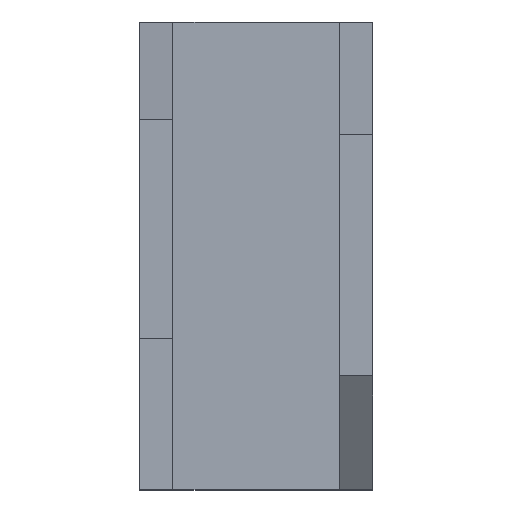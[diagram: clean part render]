
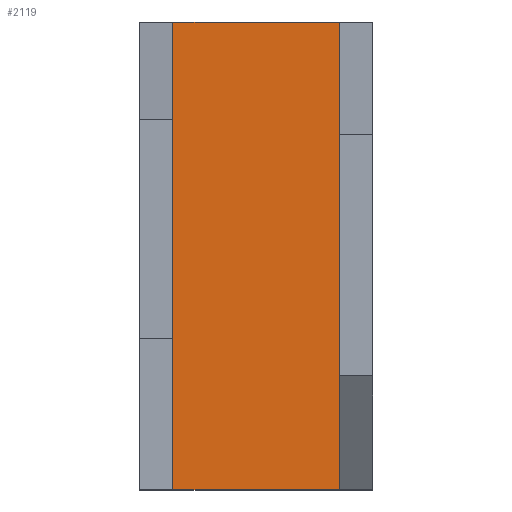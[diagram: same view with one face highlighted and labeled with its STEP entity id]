
A CAD part, top view. The second image highlights one B-rep face of the part: STEP entity #2119.
In plain terms, the highlighted planar face has unit normal (0, 0, 1).
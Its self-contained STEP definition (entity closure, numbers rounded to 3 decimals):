
#673 = VERTEX_POINT('',#674);
#674 = CARTESIAN_POINT('',(10.,0.,2.));
#711 = PLANE('',#712);
#712 = AXIS2_PLACEMENT_3D('',#713,#714,#715);
#713 = CARTESIAN_POINT('',(10.,0.,4.));
#714 = DIRECTION('',(1.,0.,0.));
#715 = DIRECTION('',(0.,0.,-1.));
#1221 = VERTEX_POINT('',#1222);
#1222 = CARTESIAN_POINT('',(10.,-56.,2.));
#1883 = EDGE_CURVE('',#673,#1221,#1884,.T.);
#1884 = SURFACE_CURVE('',#1885,(#1889,#1896),.PCURVE_S1.);
#1885 = LINE('',#1886,#1887);
#1886 = CARTESIAN_POINT('',(10.,-14.,2.));
#1887 = VECTOR('',#1888,1.);
#1888 = DIRECTION('',(0.,-1.,0.));
#1889 = PCURVE('',#711,#1890);
#1890 = DEFINITIONAL_REPRESENTATION('',(#1891),#1895);
#1891 = LINE('',#1892,#1893);
#1892 = CARTESIAN_POINT('',(2.,-14.));
#1893 = VECTOR('',#1894,1.);
#1894 = DIRECTION('',(0.,-1.));
#1895 = ( GEOMETRIC_REPRESENTATION_CONTEXT(2) 
PARAMETRIC_REPRESENTATION_CONTEXT() REPRESENTATION_CONTEXT('2D SPACE',''
  ) );
#1896 = PCURVE('',#1897,#1902);
#1897 = PLANE('',#1898);
#1898 = AXIS2_PLACEMENT_3D('',#1899,#1900,#1901);
#1899 = CARTESIAN_POINT('',(-0.139,-28.,2.));
#1900 = DIRECTION('',(0.,0.,1.));
#1901 = DIRECTION('',(0.,1.,0.));
#1902 = DEFINITIONAL_REPRESENTATION('',(#1903),#1907);
#1903 = LINE('',#1904,#1905);
#1904 = CARTESIAN_POINT('',(14.,-10.139));
#1905 = VECTOR('',#1906,1.);
#1906 = DIRECTION('',(-1.,-0.));
#1907 = ( GEOMETRIC_REPRESENTATION_CONTEXT(2) 
PARAMETRIC_REPRESENTATION_CONTEXT() REPRESENTATION_CONTEXT('2D SPACE',''
  ) );
#1955 = PLANE('',#1956);
#1956 = AXIS2_PLACEMENT_3D('',#1957,#1958,#1959);
#1957 = CARTESIAN_POINT('',(11.592,0.,0.));
#1958 = DIRECTION('',(0.,-1.,0.));
#1959 = DIRECTION('',(-1.,-0.,0.));
#2043 = PLANE('',#2044);
#2044 = AXIS2_PLACEMENT_3D('',#2045,#2046,#2047);
#2045 = CARTESIAN_POINT('',(-11.871,-56.,0.));
#2046 = DIRECTION('',(0.,1.,0.));
#2047 = DIRECTION('',(1.,0.,0.));
#2119 = ADVANCED_FACE('',(#2120),#1897,.T.);
#2120 = FACE_BOUND('',#2121,.T.);
#2121 = EDGE_LOOP('',(#2122,#2152,#2173,#2174));
#2122 = ORIENTED_EDGE('',*,*,#2123,.T.);
#2123 = EDGE_CURVE('',#2124,#2126,#2128,.T.);
#2124 = VERTEX_POINT('',#2125);
#2125 = CARTESIAN_POINT('',(-11.871,0.,2.));
#2126 = VERTEX_POINT('',#2127);
#2127 = CARTESIAN_POINT('',(-11.871,-56.,2.));
#2128 = SURFACE_CURVE('',#2129,(#2133,#2140),.PCURVE_S1.);
#2129 = LINE('',#2130,#2131);
#2130 = CARTESIAN_POINT('',(-11.871,0.,2.));
#2131 = VECTOR('',#2132,1.);
#2132 = DIRECTION('',(0.,-1.,0.));
#2133 = PCURVE('',#1897,#2134);
#2134 = DEFINITIONAL_REPRESENTATION('',(#2135),#2139);
#2135 = LINE('',#2136,#2137);
#2136 = CARTESIAN_POINT('',(28.,11.732));
#2137 = VECTOR('',#2138,1.);
#2138 = DIRECTION('',(-1.,-0.));
#2139 = ( GEOMETRIC_REPRESENTATION_CONTEXT(2) 
PARAMETRIC_REPRESENTATION_CONTEXT() REPRESENTATION_CONTEXT('2D SPACE',''
  ) );
#2140 = PCURVE('',#2141,#2146);
#2141 = PLANE('',#2142);
#2142 = AXIS2_PLACEMENT_3D('',#2143,#2144,#2145);
#2143 = CARTESIAN_POINT('',(-11.871,0.,0.));
#2144 = DIRECTION('',(1.,0.,0.));
#2145 = DIRECTION('',(0.,-1.,0.));
#2146 = DEFINITIONAL_REPRESENTATION('',(#2147),#2151);
#2147 = LINE('',#2148,#2149);
#2148 = CARTESIAN_POINT('',(0.,-2.));
#2149 = VECTOR('',#2150,1.);
#2150 = DIRECTION('',(1.,0.));
#2151 = ( GEOMETRIC_REPRESENTATION_CONTEXT(2) 
PARAMETRIC_REPRESENTATION_CONTEXT() REPRESENTATION_CONTEXT('2D SPACE',''
  ) );
#2152 = ORIENTED_EDGE('',*,*,#2153,.T.);
#2153 = EDGE_CURVE('',#2126,#1221,#2154,.T.);
#2154 = SURFACE_CURVE('',#2155,(#2159,#2166),.PCURVE_S1.);
#2155 = LINE('',#2156,#2157);
#2156 = CARTESIAN_POINT('',(-11.871,-56.,2.));
#2157 = VECTOR('',#2158,1.);
#2158 = DIRECTION('',(1.,0.,0.));
#2159 = PCURVE('',#1897,#2160);
#2160 = DEFINITIONAL_REPRESENTATION('',(#2161),#2165);
#2161 = LINE('',#2162,#2163);
#2162 = CARTESIAN_POINT('',(-28.,11.732));
#2163 = VECTOR('',#2164,1.);
#2164 = DIRECTION('',(0.,-1.));
#2165 = ( GEOMETRIC_REPRESENTATION_CONTEXT(2) 
PARAMETRIC_REPRESENTATION_CONTEXT() REPRESENTATION_CONTEXT('2D SPACE',''
  ) );
#2166 = PCURVE('',#2043,#2167);
#2167 = DEFINITIONAL_REPRESENTATION('',(#2168),#2172);
#2168 = LINE('',#2169,#2170);
#2169 = CARTESIAN_POINT('',(0.,-2.));
#2170 = VECTOR('',#2171,1.);
#2171 = DIRECTION('',(1.,0.));
#2172 = ( GEOMETRIC_REPRESENTATION_CONTEXT(2) 
PARAMETRIC_REPRESENTATION_CONTEXT() REPRESENTATION_CONTEXT('2D SPACE',''
  ) );
#2173 = ORIENTED_EDGE('',*,*,#1883,.F.);
#2174 = ORIENTED_EDGE('',*,*,#2175,.T.);
#2175 = EDGE_CURVE('',#673,#2124,#2176,.T.);
#2176 = SURFACE_CURVE('',#2177,(#2181,#2188),.PCURVE_S1.);
#2177 = LINE('',#2178,#2179);
#2178 = CARTESIAN_POINT('',(11.592,0.,2.));
#2179 = VECTOR('',#2180,1.);
#2180 = DIRECTION('',(-1.,-0.,0.));
#2181 = PCURVE('',#1897,#2182);
#2182 = DEFINITIONAL_REPRESENTATION('',(#2183),#2187);
#2183 = LINE('',#2184,#2185);
#2184 = CARTESIAN_POINT('',(28.,-11.732));
#2185 = VECTOR('',#2186,1.);
#2186 = DIRECTION('',(0.,1.));
#2187 = ( GEOMETRIC_REPRESENTATION_CONTEXT(2) 
PARAMETRIC_REPRESENTATION_CONTEXT() REPRESENTATION_CONTEXT('2D SPACE',''
  ) );
#2188 = PCURVE('',#1955,#2189);
#2189 = DEFINITIONAL_REPRESENTATION('',(#2190),#2194);
#2190 = LINE('',#2191,#2192);
#2191 = CARTESIAN_POINT('',(0.,-2.));
#2192 = VECTOR('',#2193,1.);
#2193 = DIRECTION('',(1.,0.));
#2194 = ( GEOMETRIC_REPRESENTATION_CONTEXT(2) 
PARAMETRIC_REPRESENTATION_CONTEXT() REPRESENTATION_CONTEXT('2D SPACE',''
  ) );
